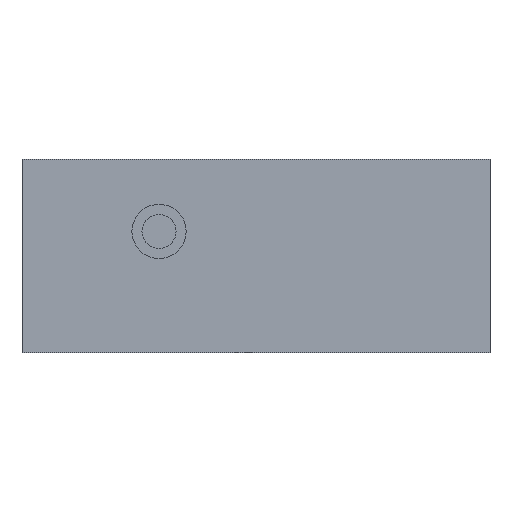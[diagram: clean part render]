
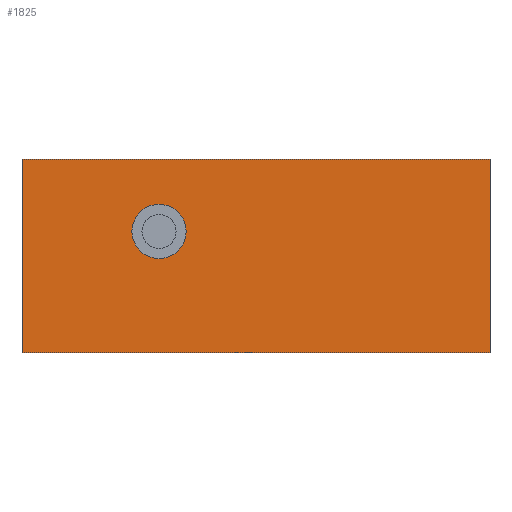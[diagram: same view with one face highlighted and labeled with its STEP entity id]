
A CAD part, front view. The second image highlights one B-rep face of the part: STEP entity #1825.
In plain terms, the highlighted planar face has unit normal (0, -1, 0).
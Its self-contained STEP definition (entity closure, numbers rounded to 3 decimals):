
#865 = EDGE_CURVE( '', #2055, #1961, #2422, .T. );
#1065 = EDGE_CURVE( '', #2297, #2029, #2645, .T. );
#1117 = VERTEX_POINT( '', #2704 );
#1259 = EDGE_CURVE( '', #1117, #2173, #2866, .T. );
#1343 = EDGE_CURVE( '', #2029, #2173, #2958, .T. );
#1511 = EDGE_CURVE( '', #1117, #2297, #3138, .T. );
#1735 = EDGE_CURVE( '', #1961, #2055, #3386, .T. );
#1825 = ADVANCED_FACE( '', ( #3498, #3499 ), #3500, .F. );
#1961 = VERTEX_POINT( '', #3654 );
#2029 = VERTEX_POINT( '', #3749 );
#2055 = VERTEX_POINT( '', #3780 );
#2173 = VERTEX_POINT( '', #3907 );
#2297 = VERTEX_POINT( '', #4049 );
#2422 = CIRCLE( '', #4194, 10.5 );
#2645 = LINE( '', #4491, #4492 );
#2704 = CARTESIAN_POINT( '', ( 482., 0., 120. ) );
#2866 = LINE( '', #4779, #4780 );
#2958 = LINE( '', #4893, #4894 );
#3138 = LINE( '', #5145, #5146 );
#3386 = CIRCLE( '', #5475, 10.5 );
#3498 = FACE_BOUND( '', #5614, .T. );
#3499 = FACE_OUTER_BOUND( '', #5615, .T. );
#3500 = PLANE( '', #5616 );
#3654 = CARTESIAN_POINT( '', ( 545.5, 0., 92. ) );
#3749 = CARTESIAN_POINT( '', ( 663., 0., 45. ) );
#3780 = CARTESIAN_POINT( '', ( 524.5, 0., 92. ) );
#3907 = CARTESIAN_POINT( '', ( 482., 0., 45. ) );
#4049 = CARTESIAN_POINT( '', ( 663., 0., 120. ) );
#4194 = AXIS2_PLACEMENT_3D( '', #6481, #6482, #6483 );
#4491 = CARTESIAN_POINT( '', ( 663., 0., 82.5 ) );
#4492 = VECTOR( '', #6772, 1. );
#4779 = CARTESIAN_POINT( '', ( 482., 0., 82.5 ) );
#4780 = VECTOR( '', #7051, 1. );
#4893 = CARTESIAN_POINT( '', ( 572.5, 0., 45. ) );
#4894 = VECTOR( '', #7129, 1. );
#5145 = CARTESIAN_POINT( '', ( 572.5, 0., 120. ) );
#5146 = VECTOR( '', #7306, 1. );
#5475 = AXIS2_PLACEMENT_3D( '', #7567, #7568, #7569 );
#5614 = EDGE_LOOP( '', ( #7726, #7727 ) );
#5615 = EDGE_LOOP( '', ( #7728, #7729, #7730, #7731 ) );
#5616 = AXIS2_PLACEMENT_3D( '', #7732, #7733, #7734 );
#6481 = CARTESIAN_POINT( '', ( 535., 0., 92. ) );
#6482 = DIRECTION( '', ( 0., 1., 0. ) );
#6483 = DIRECTION( '', ( 1., 0., 0. ) );
#6772 = DIRECTION( '', ( 0., 0., -1. ) );
#7051 = DIRECTION( '', ( 0., 0., -1. ) );
#7129 = DIRECTION( '', ( -1., 0., 0. ) );
#7306 = DIRECTION( '', ( 1., 0., 0. ) );
#7567 = CARTESIAN_POINT( '', ( 535., 0., 92. ) );
#7568 = DIRECTION( '', ( 0., 1., 0. ) );
#7569 = DIRECTION( '', ( 1., 0., 0. ) );
#7726 = ORIENTED_EDGE( '', *, *, #1735, .T. );
#7727 = ORIENTED_EDGE( '', *, *, #865, .T. );
#7728 = ORIENTED_EDGE( '', *, *, #1259, .T. );
#7729 = ORIENTED_EDGE( '', *, *, #1343, .F. );
#7730 = ORIENTED_EDGE( '', *, *, #1065, .F. );
#7731 = ORIENTED_EDGE( '', *, *, #1511, .F. );
#7732 = CARTESIAN_POINT( '', ( 572.5, 0., 82.5 ) );
#7733 = DIRECTION( '', ( 0., 1., 0. ) );
#7734 = DIRECTION( '', ( 0., 0., 1. ) );
